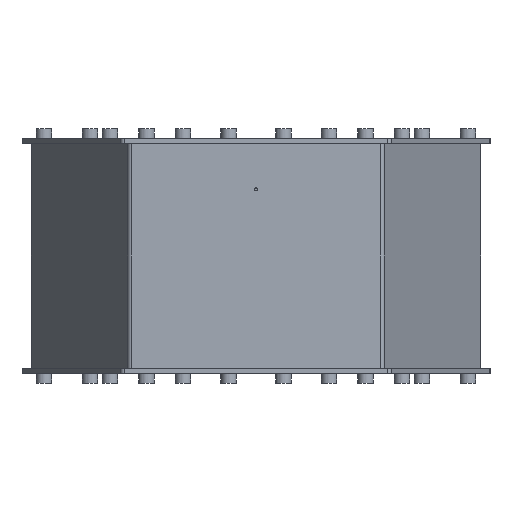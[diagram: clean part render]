
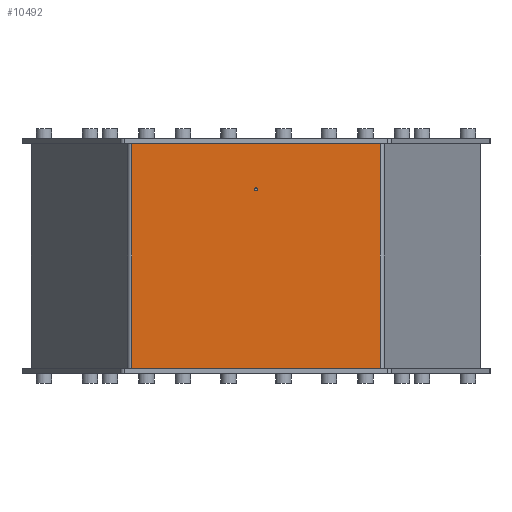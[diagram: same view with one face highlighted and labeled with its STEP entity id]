
A CAD part, front view. The second image highlights one B-rep face of the part: STEP entity #10492.
In plain terms, the highlighted planar face has unit normal (0, -1, 0).
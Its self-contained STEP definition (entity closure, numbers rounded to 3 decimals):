
#517 = CIRCLE ( 'NONE', #5272, 0.75 ) ;
#551 = ORIENTED_EDGE ( 'NONE', *, *, #3359, .T. ) ;
#1779 = DIRECTION ( 'NONE',  ( 0., 0., 1. ) ) ;
#2008 = DIRECTION ( 'NONE',  ( -1., 0., 0. ) ) ;
#2159 = EDGE_LOOP ( 'NONE', ( #3666, #11196 ) ) ;
#2196 = DIRECTION ( 'NONE',  ( -1., 0., 0. ) ) ;
#2203 = ORIENTED_EDGE ( 'NONE', *, *, #11866, .T. ) ;
#2291 = EDGE_CURVE ( 'NONE', #4567, #13368, #13188, .T. ) ;
#2464 = VERTEX_POINT ( 'NONE', #13243 ) ;
#2807 = CARTESIAN_POINT ( 'NONE',  ( -69.078, -106.091, -69.342 ) ) ;
#2828 = VECTOR ( 'NONE', #2008, 1000. ) ;
#2985 = DIRECTION ( 'NONE',  ( -1., 0., 0. ) ) ;
#3335 = CARTESIAN_POINT ( 'NONE',  ( 66.844, -106.091, -69.342 ) ) ;
#3359 = EDGE_CURVE ( 'NONE', #8084, #12204, #3934, .T. ) ;
#3666 = ORIENTED_EDGE ( 'NONE', *, *, #9531, .F. ) ;
#3761 = VECTOR ( 'NONE', #10228, 1000. ) ;
#3767 = CARTESIAN_POINT ( 'NONE',  ( -69.078, -106.091, -69.342 ) ) ;
#3934 = LINE ( 'NONE', #8124, #3761 ) ;
#4172 = ORIENTED_EDGE ( 'NONE', *, *, #10575, .F. ) ;
#4359 = AXIS2_PLACEMENT_3D ( 'NONE', #12311, #6091, #2985 ) ;
#4567 = VERTEX_POINT ( 'NONE', #2807 ) ;
#5018 = CARTESIAN_POINT ( 'NONE',  ( -1.117, -106.091, 28.658 ) ) ;
#5272 = AXIS2_PLACEMENT_3D ( 'NONE', #5018, #8181, #7290 ) ;
#5494 = LINE ( 'NONE', #3335, #8699 ) ;
#5498 = CARTESIAN_POINT ( 'NONE',  ( -69.078, -106.091, 53.658 ) ) ;
#5637 = CARTESIAN_POINT ( 'NONE',  ( 66.844, -106.091, 53.658 ) ) ;
#6066 = DIRECTION ( 'NONE',  ( -1., 0., 0. ) ) ;
#6091 = DIRECTION ( 'NONE',  ( 0., -1., 0. ) ) ;
#6244 = CARTESIAN_POINT ( 'NONE',  ( -3.669, -106.091, 53.658 ) ) ;
#7083 = DIRECTION ( 'NONE',  ( 0., 1., 0. ) ) ;
#7270 = CARTESIAN_POINT ( 'NONE',  ( -0.367, -106.091, 28.658 ) ) ;
#7290 = DIRECTION ( 'NONE',  ( -1., 0., 0. ) ) ;
#7379 = VECTOR ( 'NONE', #1779, 1000. ) ;
#8084 = VERTEX_POINT ( 'NONE', #12540 ) ;
#8122 = VERTEX_POINT ( 'NONE', #7270 ) ;
#8124 = CARTESIAN_POINT ( 'NONE',  ( 66.844, -106.091, -69.342 ) ) ;
#8181 = DIRECTION ( 'NONE',  ( 0., -1., 0. ) ) ;
#8699 = VECTOR ( 'NONE', #2196, 1000. ) ;
#8995 = ORIENTED_EDGE ( 'NONE', *, *, #2291, .F. ) ;
#9531 = EDGE_CURVE ( 'NONE', #2464, #8122, #517, .T. ) ;
#9859 = AXIS2_PLACEMENT_3D ( 'NONE', #10063, #7083, #6066 ) ;
#10063 = CARTESIAN_POINT ( 'NONE',  ( -3.669, -106.091, -69.342 ) ) ;
#10228 = DIRECTION ( 'NONE',  ( 0., 0., 1. ) ) ;
#10492 = ADVANCED_FACE ( 'NONE', ( #10797, #11608 ), #13204, .F. ) ;
#10575 = EDGE_CURVE ( 'NONE', #8084, #4567, #5494, .T. ) ;
#10797 = FACE_BOUND ( 'NONE', #2159, .T. ) ;
#11196 = ORIENTED_EDGE ( 'NONE', *, *, #13202, .F. ) ;
#11608 = FACE_OUTER_BOUND ( 'NONE', #13432, .T. ) ;
#11820 = CIRCLE ( 'NONE', #4359, 0.75 ) ;
#11866 = EDGE_CURVE ( 'NONE', #12204, #13368, #12356, .T. ) ;
#12204 = VERTEX_POINT ( 'NONE', #5637 ) ;
#12311 = CARTESIAN_POINT ( 'NONE',  ( -1.117, -106.091, 28.658 ) ) ;
#12356 = LINE ( 'NONE', #6244, #2828 ) ;
#12540 = CARTESIAN_POINT ( 'NONE',  ( 66.844, -106.091, -69.342 ) ) ;
#13188 = LINE ( 'NONE', #3767, #7379 ) ;
#13202 = EDGE_CURVE ( 'NONE', #8122, #2464, #11820, .T. ) ;
#13204 = PLANE ( 'NONE',  #9859 ) ;
#13243 = CARTESIAN_POINT ( 'NONE',  ( -1.867, -106.091, 28.658 ) ) ;
#13368 = VERTEX_POINT ( 'NONE', #5498 ) ;
#13432 = EDGE_LOOP ( 'NONE', ( #2203, #8995, #4172, #551 ) ) ;
